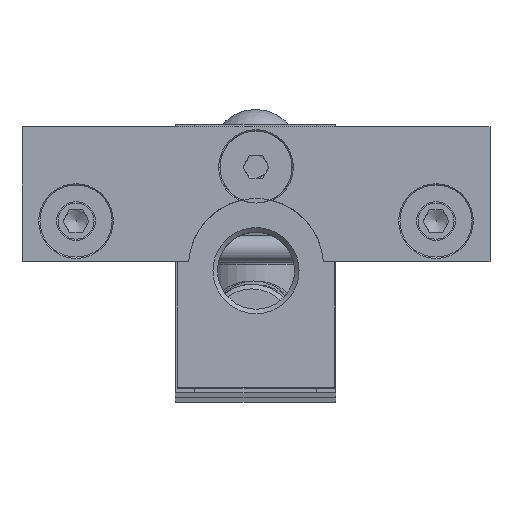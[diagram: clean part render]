
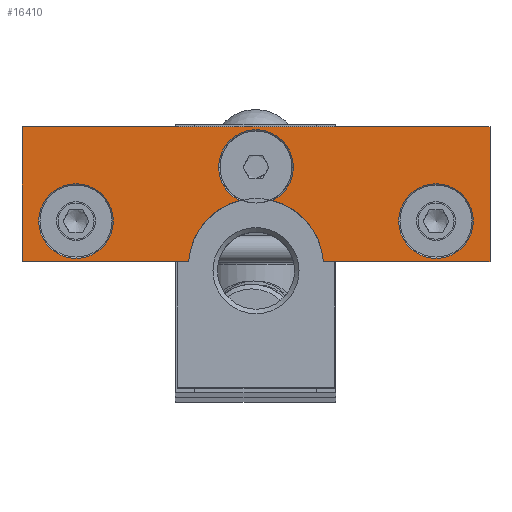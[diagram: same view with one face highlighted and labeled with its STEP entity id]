
A CAD part, top view. The second image highlights one B-rep face of the part: STEP entity #16410.
In plain terms, the highlighted planar face has unit normal (0, 0, 1).
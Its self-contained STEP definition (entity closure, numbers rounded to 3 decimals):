
#529=FACE_BOUND('',#4224,.T.);
#530=FACE_BOUND('',#4225,.T.);
#841=PLANE('',#18233);
#1452=LINE('',#29632,#2189);
#1453=LINE('',#29634,#2190);
#1454=LINE('',#29636,#2191);
#1455=LINE('',#29638,#2192);
#1456=LINE('',#29639,#2193);
#2189=VECTOR('',#22365,10.);
#2190=VECTOR('',#22366,10.);
#2191=VECTOR('',#22367,10.);
#2192=VECTOR('',#22368,10.);
#2193=VECTOR('',#22369,10.);
#3304=FACE_OUTER_BOUND('',#4223,.T.);
#4223=EDGE_LOOP('',(#13204,#13205,#13206,#13207,#13208,#13209,#13210,#13211));
#4224=EDGE_LOOP('',(#13212));
#4225=EDGE_LOOP('',(#13213));
#5491=CIRCLE('',#18200,7.5);
#5493=CIRCLE('',#18202,7.5);
#5507=CIRCLE('',#18232,4.15);
#5508=CIRCLE('',#18234,4.15);
#5509=CIRCLE('',#18235,4.15);
#7135=VERTEX_POINT('',#29497);
#7136=VERTEX_POINT('',#29502);
#7139=VERTEX_POINT('',#29508);
#7140=VERTEX_POINT('',#29510);
#7176=VERTEX_POINT('',#29626);
#7177=VERTEX_POINT('',#29631);
#7178=VERTEX_POINT('',#29633);
#7179=VERTEX_POINT('',#29635);
#7180=VERTEX_POINT('',#29637);
#7181=VERTEX_POINT('',#29640);
#9306=EDGE_CURVE('',#7136,#7135,#5491,.T.);
#9310=EDGE_CURVE('',#7140,#7139,#5493,.T.);
#9357=EDGE_CURVE('',#7176,#7176,#5507,.T.);
#9359=EDGE_CURVE('',#7140,#7135,#5508,.T.);
#9360=EDGE_CURVE('',#7139,#7177,#1452,.T.);
#9361=EDGE_CURVE('',#7177,#7178,#1453,.T.);
#9362=EDGE_CURVE('',#7178,#7179,#1454,.T.);
#9363=EDGE_CURVE('',#7179,#7180,#1455,.T.);
#9364=EDGE_CURVE('',#7180,#7136,#1456,.T.);
#9365=EDGE_CURVE('',#7181,#7181,#5509,.T.);
#13204=ORIENTED_EDGE('',*,*,#9359,.F.);
#13205=ORIENTED_EDGE('',*,*,#9310,.T.);
#13206=ORIENTED_EDGE('',*,*,#9360,.T.);
#13207=ORIENTED_EDGE('',*,*,#9361,.T.);
#13208=ORIENTED_EDGE('',*,*,#9362,.T.);
#13209=ORIENTED_EDGE('',*,*,#9363,.T.);
#13210=ORIENTED_EDGE('',*,*,#9364,.T.);
#13211=ORIENTED_EDGE('',*,*,#9306,.T.);
#13212=ORIENTED_EDGE('',*,*,#9365,.F.);
#13213=ORIENTED_EDGE('',*,*,#9357,.F.);
#16410=ADVANCED_FACE('',(#3304,#529,#530),#841,.T.);
#18200=AXIS2_PLACEMENT_3D('',#29503,#22267,#22268);
#18202=AXIS2_PLACEMENT_3D('',#29511,#22273,#22274);
#18232=AXIS2_PLACEMENT_3D('',#29627,#22358,#22359);
#18233=AXIS2_PLACEMENT_3D('',#29629,#22361,#22362);
#18234=AXIS2_PLACEMENT_3D('',#29630,#22363,#22364);
#18235=AXIS2_PLACEMENT_3D('',#29641,#22370,#22371);
#22267=DIRECTION('center_axis',(0.,0.,
-1.));
#22268=DIRECTION('ref_axis',(0.998,0.067,0.));
#22273=DIRECTION('center_axis',(0.,0.,
-1.));
#22274=DIRECTION('ref_axis',(0.998,0.067,0.));
#22358=DIRECTION('center_axis',(0.,0.,
1.));
#22359=DIRECTION('ref_axis',(-1.,0.,0.));
#22361=DIRECTION('center_axis',(0.,0.,
1.));
#22362=DIRECTION('ref_axis',(1.,0.,0.));
#22363=DIRECTION('center_axis',(0.,0.,
1.));
#22364=DIRECTION('ref_axis',(-1.,0.,0.));
#22365=DIRECTION('',(1.,0.,0.));
#22366=DIRECTION('',(0.,1.,0.));
#22367=DIRECTION('',(-1.,0.,0.));
#22368=DIRECTION('',(0.,-1.,0.));
#22369=DIRECTION('',(1.,0.,0.));
#22370=DIRECTION('center_axis',(0.,0.,
1.));
#22371=DIRECTION('ref_axis',(-1.,0.,0.));
#29497=CARTESIAN_POINT('',(-1.777,6.374,185.));
#29502=CARTESIAN_POINT('',(-7.433,-0.4,185.));
#29503=CARTESIAN_POINT('Origin',(0.05,-0.9,
185.));
#29508=CARTESIAN_POINT('',(7.533,-0.4,185.));
#29510=CARTESIAN_POINT('',(1.877,6.374,185.));
#29511=CARTESIAN_POINT('Origin',(0.05,-0.9,
185.));
#29626=CARTESIAN_POINT('',(24.2,4.1,185.));
#29627=CARTESIAN_POINT('Origin',(20.05,4.1,185.));
#29629=CARTESIAN_POINT('Origin',(0.05,7.549,185.));
#29630=CARTESIAN_POINT('Origin',(0.05,10.1,185.));
#29631=CARTESIAN_POINT('',(26.05,-0.4,185.));
#29632=CARTESIAN_POINT('',(26.05,-0.4,185.));
#29633=CARTESIAN_POINT('',(26.05,14.6,185.));
#29634=CARTESIAN_POINT('',(26.05,14.6,185.));
#29635=CARTESIAN_POINT('',(-25.95,14.6,185.));
#29636=CARTESIAN_POINT('',(-25.95,14.6,185.));
#29637=CARTESIAN_POINT('',(-25.95,-0.4,185.));
#29638=CARTESIAN_POINT('',(-25.95,-0.4,185.));
#29639=CARTESIAN_POINT('',(-7.433,-0.4,185.));
#29640=CARTESIAN_POINT('',(-15.8,4.1,185.));
#29641=CARTESIAN_POINT('Origin',(-19.95,4.1,185.));
